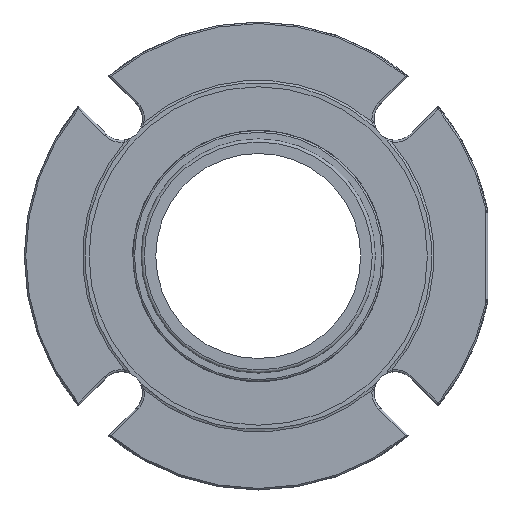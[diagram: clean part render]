
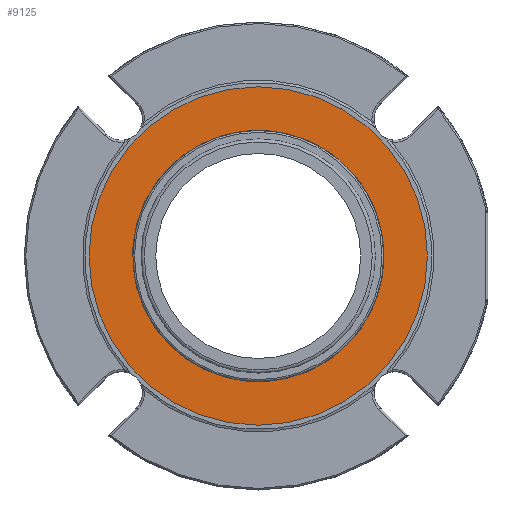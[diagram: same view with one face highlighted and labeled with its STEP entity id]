
A CAD part, left-side view. The second image highlights one B-rep face of the part: STEP entity #9125.
In plain terms, the highlighted planar face has unit normal (-1, 0, 0).
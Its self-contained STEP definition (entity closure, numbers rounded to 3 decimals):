
#1686=PLANE('',#9732);
#1907=ORIENTED_EDGE('',*,*,#4796,.T.);
#1908=ORIENTED_EDGE('',*,*,#4795,.T.);
#4795=EDGE_CURVE('',#6245,#6245,#7176,.F.);
#4796=EDGE_CURVE('',#6246,#6246,#7177,.T.);
#6245=VERTEX_POINT('',#13199);
#6246=VERTEX_POINT('',#13202);
#7176=CIRCLE('',#9731,61.278);
#7177=CIRCLE('',#9733,82.55);
#7674=EDGE_LOOP('',(#1907));
#7675=EDGE_LOOP('',(#1908));
#8325=FACE_BOUND('',#7674,.T.);
#8326=FACE_BOUND('',#7675,.T.);
#9125=ADVANCED_FACE('',(#8325,#8326),#1686,.T.);
#9731=AXIS2_PLACEMENT_3D('',#13198,#10748,#10749);
#9732=AXIS2_PLACEMENT_3D('',#13200,#10750,#10751);
#9733=AXIS2_PLACEMENT_3D('',#13201,#10752,#10753);
#10748=DIRECTION('',(-1.,0.,0.));
#10749=DIRECTION('',(0.,-1.,0.));
#10750=DIRECTION('',(-1.,0.,0.));
#10751=DIRECTION('',(0.,-1.,0.));
#10752=DIRECTION('',(-1.,0.,0.));
#10753=DIRECTION('',(0.,-1.,0.));
#13198=CARTESIAN_POINT('',(-10.287,0.,16.081));
#13199=CARTESIAN_POINT('',(-10.287,-61.277,16.081));
#13200=CARTESIAN_POINT('',(-10.287,-68.262,16.081));
#13201=CARTESIAN_POINT('',(-10.287,0.,16.081));
#13202=CARTESIAN_POINT('',(-10.287,-82.55,16.081));
